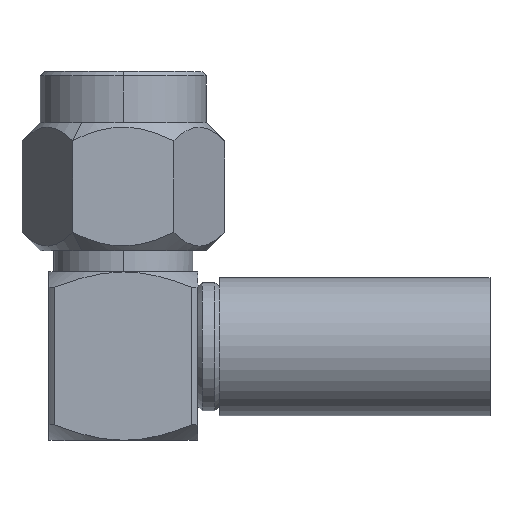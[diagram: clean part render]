
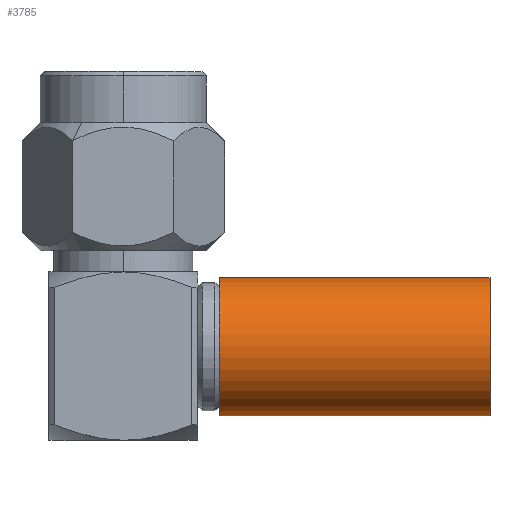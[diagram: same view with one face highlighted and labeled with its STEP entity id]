
A CAD part, top view. The second image highlights one B-rep face of the part: STEP entity #3785.
In plain terms, the highlighted cylindrical face has radius 3.24 mm (diameter 6.48 mm), a partial arc.
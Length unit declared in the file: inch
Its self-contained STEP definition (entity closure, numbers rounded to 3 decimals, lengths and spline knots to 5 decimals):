
#144=CARTESIAN_POINT('',(0.18898,0.,0.));
#145=DIRECTION('',(-1.,0.,0.));
#146=DIRECTION('',(0.,-1.,0.));
#147=AXIS2_PLACEMENT_3D('',#144,#145,#146);
#154=DIRECTION('',(1.,0.,0.));
#155=VECTOR('',#154,0.5);
#156=CARTESIAN_POINT('',(-0.31102,-0.12756,0.));
#157=LINE('',#156,#155);
#158=CARTESIAN_POINT('',(-0.31102,0.,0.));
#159=DIRECTION('',(-1.,0.,0.));
#160=DIRECTION('',(0.,-1.,0.));
#161=AXIS2_PLACEMENT_3D('',#158,#159,#160);
#163=DIRECTION('',(1.,0.,0.));
#164=VECTOR('',#163,0.5);
#165=CARTESIAN_POINT('',(-0.31102,0.12756,0.));
#166=LINE('',#165,#164);
#3506=CARTESIAN_POINT('',(-0.31102,-0.12756,0.));
#3507=CARTESIAN_POINT('',(0.18898,-0.12756,0.));
#3508=VERTEX_POINT('',#3506);
#3509=VERTEX_POINT('',#3507);
#3510=CARTESIAN_POINT('',(-0.31102,0.12756,0.));
#3511=CARTESIAN_POINT('',(0.18898,0.12756,0.));
#3512=VERTEX_POINT('',#3510);
#3513=VERTEX_POINT('',#3511);
#3773=CARTESIAN_POINT('',(-0.33602,0.,0.));
#3774=DIRECTION('',(1.,0.,0.));
#3775=DIRECTION('',(0.,-1.,0.));
#3776=AXIS2_PLACEMENT_3D('',#3773,#3774,#3775);
#3777=CYLINDRICAL_SURFACE('',#3776,0.12756);
#3778=ORIENTED_EDGE('',*,*,#3763,.F.);
#3780=ORIENTED_EDGE('',*,*,#3779,.T.);
#3781=ORIENTED_EDGE('',*,*,#3766,.T.);
#3782=ORIENTED_EDGE('',*,*,#3749,.F.);
#3783=EDGE_LOOP('',(#3778,#3780,#3781,#3782));
#3784=FACE_OUTER_BOUND('',#3783,.F.);
#3785=ADVANCED_FACE('',(#3784),#3777,.T.);
#148=CIRCLE('',#147,0.12756);
#162=CIRCLE('',#161,0.12756);
#3749=EDGE_CURVE('',#3509,#3513,#148,.T.);
#3763=EDGE_CURVE('',#3508,#3509,#157,.T.);
#3766=EDGE_CURVE('',#3512,#3513,#166,.T.);
#3779=EDGE_CURVE('',#3508,#3512,#162,.T.);
